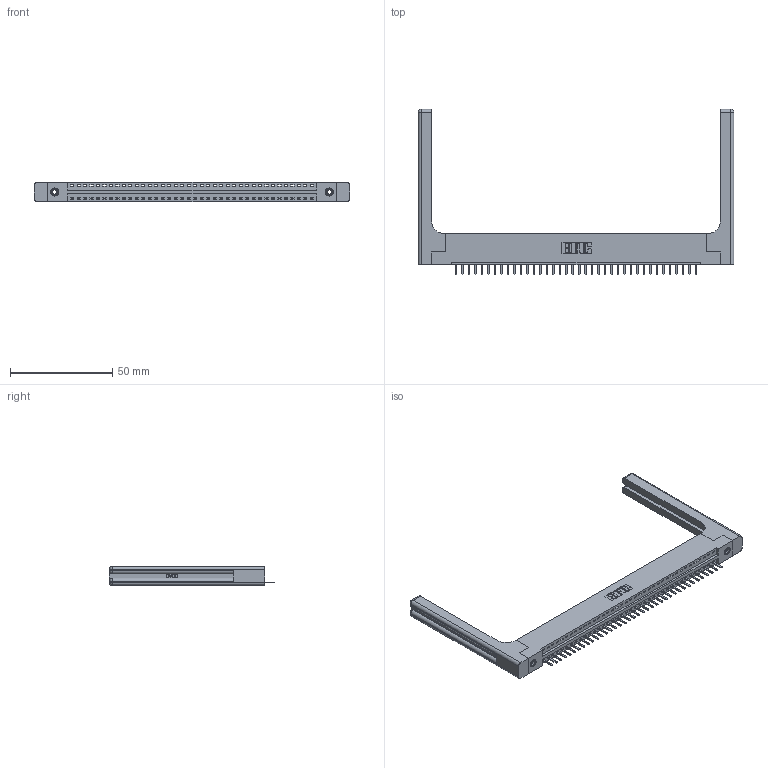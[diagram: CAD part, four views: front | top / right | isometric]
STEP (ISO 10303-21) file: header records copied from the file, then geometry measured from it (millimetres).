
FILE_DESCRIPTION (( 'STEP AP203' ), '1' );
FILE_NAME ('396-038-520-158.STEP', '2019-10-27T18:08:01', ( '' ), ( '' ), 'SwSTEP 2.0', 'SolidWorks 2016', '' );
FILE_SCHEMA (( 'CONFIG_CONTROL_DESIGN' ));
Length unit declared in the file: inch
Products named in the file (5): 396-038-520-158; 346 Part_Flush Mounting Lugs - 0.156 Dia-TH; 345-250-001_345-250-001-102; 345-292-001_345-293-120; 346-220-058_345-220-058
Assembly tree (43 placements, depth 2):
  396-038-520-158
    346 Part_Flush Mounting Lugs - 0.156 Dia-TH
    345-292-001_345-293-120  x38
    345-250-001_345-250-001-102  x2
    346-220-058_345-220-058  x2
Bounding box: 154.71 x 80.98 x 9.4 mm (x, y, z)
Volume: 22190.8 mm3; surface area: 23100.1 mm2
Topology: 43 solids, 43 shells, 2734 faces, 7987 edges, 5202 vertices
Faces by surface type: plane 1820, cylinder 854, bspline 36, cone 12, sphere 8, torus 4
Entity records: 29418 total; most frequent: CARTESIAN_POINT 6035, ORIENTED_EDGE 4792, DIRECTION 4248, EDGE_CURVE 2396, VECTOR 2016, LINE 2016, VERTEX_POINT 1586, AXIS2_PLACEMENT_3D 1116
